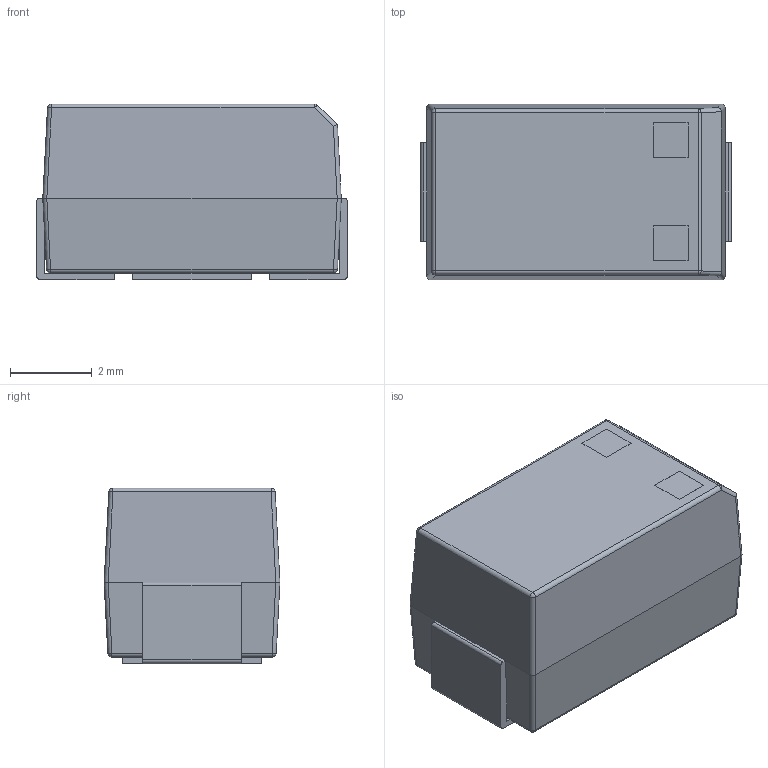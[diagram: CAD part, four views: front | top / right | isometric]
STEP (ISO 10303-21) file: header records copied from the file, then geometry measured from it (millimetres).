
FILE_DESCRIPTION(/* description */ (''),/* implementation_level */ '2;1');
FILE_NAME(/* name */ 'KEMET KO-CAP T530 2917_7343 4.3MM.step',/* time_stamp */ '2024-08-27T10:57:19+01:00',/* author */ (''),/* organization */ (''),/* preprocessor_version */ 'ST-DEVELOPER v20',/* originating_system */ 'Autodesk Translation Framework v13.14.0.145',/* authorisation */ '');
FILE_SCHEMA (('AUTOMOTIVE_DESIGN { 1 0 10303 214 3 1 1 }'));
Length unit declared in the file: millimetre
Products named in the file (1): KEMET KO-CAP T530 2917_7343 4.3MM
Bounding box: 7.6 x 4.3 x 4.3 mm (x, y, z)
Volume: 128.6 mm3; surface area: 180.7 mm2
Topology: 1 solids, 1 shells, 72 faces, 165 edges, 98 vertices
Faces by surface type: plane 42, cylinder 22, sphere 8
Entity records: 2057 total; most frequent: DIRECTION 351, CARTESIAN_POINT 336, ORIENTED_EDGE 330, EDGE_CURVE 165, LINE 125, VECTOR 125, AXIS2_PLACEMENT_3D 113, VERTEX_POINT 98
